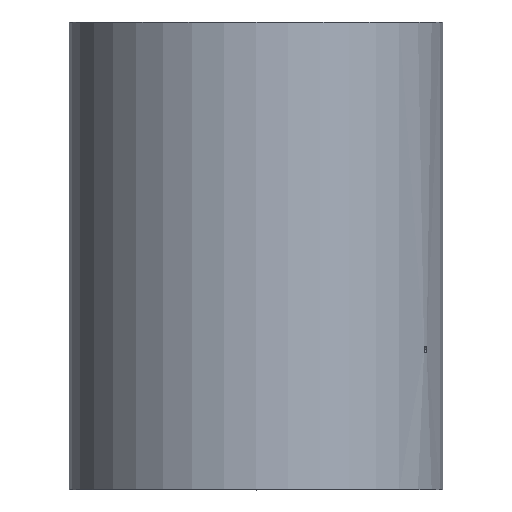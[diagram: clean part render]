
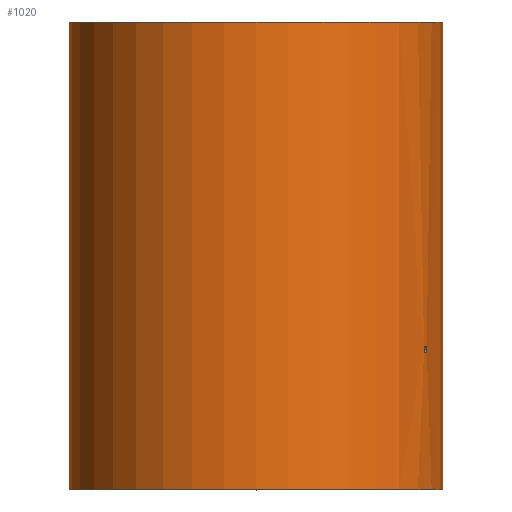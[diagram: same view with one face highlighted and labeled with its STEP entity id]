
A CAD part, top view. The second image highlights one B-rep face of the part: STEP entity #1020.
In plain terms, the highlighted cylindrical face has radius 1200 mm (diameter 2400 mm), a partial arc.
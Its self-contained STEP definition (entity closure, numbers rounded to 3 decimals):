
#60=CARTESIAN_POINT('',(0.,0.,0.));
#70=DIRECTION('',(-0.,0.,-1.));
#80=DIRECTION('',(-1.,0.,0.));
#90=AXIS2_PLACEMENT_3D('',#60,#70,#80);
#100=CIRCLE('',#90,1200.);
#110=CARTESIAN_POINT('',(-1200.,0.,0.));
#120=VERTEX_POINT('',#110);
#130=CARTESIAN_POINT('',(1200.,0.,0.));
#140=VERTEX_POINT('',#130);
#170=EDGE_CURVE('',#140,#120,#100,.T.);
#370=CARTESIAN_POINT('',(0.,0.,0.));
#380=DIRECTION('',(0.,0.,1.));
#390=DIRECTION('',(1.,0.,0.));
#400=AXIS2_PLACEMENT_3D('',#370,#380,#390);
#410=CYLINDRICAL_SURFACE('',#400,1200.);
#420=CARTESIAN_POINT('',(-1200.,0.,0.));
#430=DIRECTION('',(0.,0.,1.));
#440=VECTOR('',#430,1.);
#450=LINE('',#420,#440);
#460=CARTESIAN_POINT('',(-1200.,0.,3000.));
#470=VERTEX_POINT('',#460);
#480=EDGE_CURVE('',#120,#470,#450,.T.);
#490=ORIENTED_EDGE('',*,*,#480,.F.);
#500=CARTESIAN_POINT('',(0.,0.,3000.));
#510=DIRECTION('',(0.,0.,1.));
#520=DIRECTION('',(1.,0.,0.));
#530=AXIS2_PLACEMENT_3D('',#500,#510,#520);
#540=CIRCLE('',#530,1200.);
#550=CARTESIAN_POINT('',(1200.,0.,3000.));
#560=VERTEX_POINT('',#550);
#570=EDGE_CURVE('',#470,#560,#540,.T.);
#580=ORIENTED_EDGE('',*,*,#570,.F.);
#590=CARTESIAN_POINT('',(1200.,0.,0.));
#600=DIRECTION('',(0.,0.,1.));
#610=VECTOR('',#600,1.);
#620=LINE('',#590,#610);
#630=EDGE_CURVE('',#140,#560,#620,.T.);
#640=ORIENTED_EDGE('',*,*,#630,.T.);
#650=ORIENTED_EDGE('',*,*,#170,.F.);
#660=EDGE_LOOP('',(#650,#640,#580,#490));
#670=FACE_OUTER_BOUND('',#660,.T.);
#680=CARTESIAN_POINT('',(1095.871,-488.945,900.));
#690=CARTESIAN_POINT('',(1095.871,-488.945,
897.253));
#700=CARTESIAN_POINT('',(1095.447,-489.896,
892.207));
#710=CARTESIAN_POINT('',(1093.627,-493.953,
885.488));
#720=CARTESIAN_POINT('',(1090.906,-499.942,
881.086));
#730=CARTESIAN_POINT('',(1087.61,-507.076,
879.474));
#740=CARTESIAN_POINT('',(1084.271,-514.175,
881.018));
#750=CARTESIAN_POINT('',(1081.399,-520.18,
885.381));
#760=CARTESIAN_POINT('',(1079.423,-524.26,
892.176));
#770=CARTESIAN_POINT('',(1078.966,-525.198,
897.242));
#780=CARTESIAN_POINT('',(1078.966,-525.198,900.));
#790=B_SPLINE_CURVE_WITH_KNOTS('',3,(#680,#690,#700,#710,#720,#730,#740,
#750,#760,#770,#780),.UNSPECIFIED.,.F.,.F.,(4,1,1,1,1,1,1,1,4),(0.,0.125
,0.25,0.375,0.5,0.625,0.75,0.875,1.),.UNSPECIFIED.);
#800=CARTESIAN_POINT('',(1095.871,-488.945,900.));
#810=VERTEX_POINT('',#800);
#820=CARTESIAN_POINT('',(1078.966,-525.198,900.));
#830=VERTEX_POINT('',#820);
#840=EDGE_CURVE('',#810,#830,#790,.T.);
#850=ORIENTED_EDGE('',*,*,#840,.T.);
#860=CARTESIAN_POINT('',(1078.966,-525.198,900.));
#870=CARTESIAN_POINT('',(1078.966,-525.198,
902.747));
#880=CARTESIAN_POINT('',(1079.422,-524.262,
907.793));
#890=CARTESIAN_POINT('',(1081.36,-520.26,
914.512));
#900=CARTESIAN_POINT('',(1084.199,-514.326,
918.914));
#910=CARTESIAN_POINT('',(1087.545,-507.215,
920.526));
#920=CARTESIAN_POINT('',(1090.836,-500.094,
918.982));
#930=CARTESIAN_POINT('',(1093.591,-494.035,
914.619));
#940=CARTESIAN_POINT('',(1095.446,-489.898,
907.824));
#950=CARTESIAN_POINT('',(1095.871,-488.945,
902.758));
#960=CARTESIAN_POINT('',(1095.871,-488.945,900.));
#970=B_SPLINE_CURVE_WITH_KNOTS('',3,(#860,#870,#880,#890,#900,#910,#920,
#930,#940,#950,#960),.UNSPECIFIED.,.F.,.F.,(4,1,1,1,1,1,1,1,4),(0.,0.125
,0.25,0.375,0.5,0.625,0.75,0.875,1.),.UNSPECIFIED.);
#980=EDGE_CURVE('',#830,#810,#970,.T.);
#990=ORIENTED_EDGE('',*,*,#980,.T.);
#1000=EDGE_LOOP('',(#990,#850));
#1010=FACE_BOUND('',#1000,.T.);
#1020=ADVANCED_FACE('',(#670,#1010),#410,.T.);
